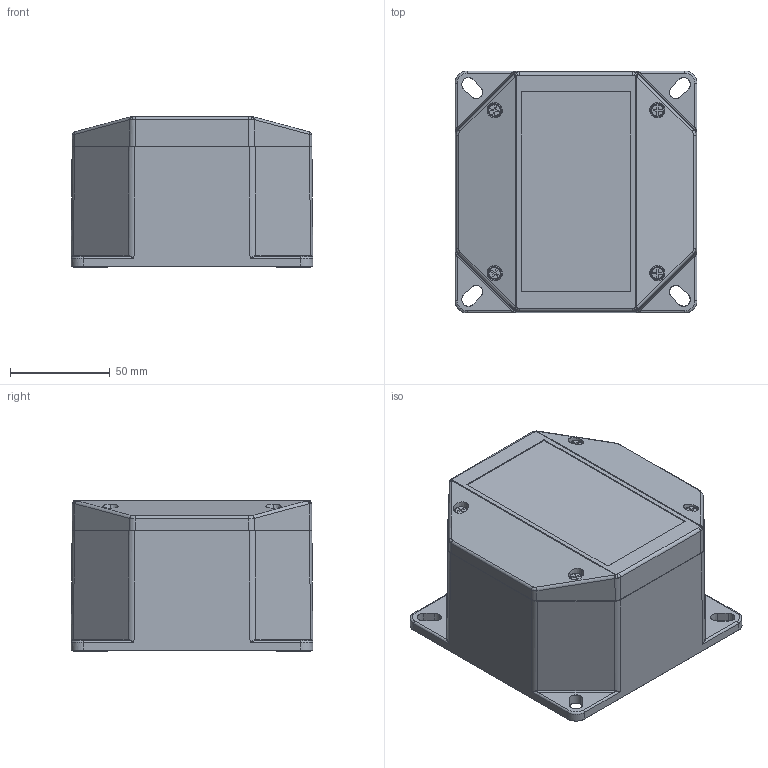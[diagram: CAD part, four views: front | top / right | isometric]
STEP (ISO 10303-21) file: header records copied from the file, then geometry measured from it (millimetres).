
FILE_DESCRIPTION (( 'STEP AP214' ), '1' );
FILE_NAME ('26880200.STEP', '2017-06-08T12:59:47', ( 'Macha' ), ( 'Hewlett-Packard Company' ), 'SwSTEP 2.0', 'SolidWorks 2015', '' );
FILE_SCHEMA (( 'AUTOMOTIVE_DESIGN' ));
Length unit declared in the file: millimetre
Products named in the file (6): 82014_410; 93131; 23002_Deckel_Zeichnung; 23002_Unterteil; 26880200; 92684
Assembly tree (8 placements, depth 2):
  26880200
    23002_Unterteil
    23002_Deckel_Zeichnung
    93131  x4
    82014_410
    92684
Bounding box: 121 x 121 x 75.5 mm (x, y, z)
Volume: 283804.6 mm3; surface area: 122550.1 mm2
Topology: 16 solids, 16 shells, 1965 faces, 4743 edges, 2841 vertices
Faces by surface type: plane 615, cylinder 497, bspline 361, cone 245, torus 231, sphere 16
Entity records: 70877 total; most frequent: CARTESIAN_POINT 29834, ORIENTED_EDGE 8994, DIRECTION 7621, EDGE_CURVE 4497, AXIS2_PLACEMENT_3D 2828, VERTEX_POINT 2715, EDGE_LOOP 1976, LINE 1965
